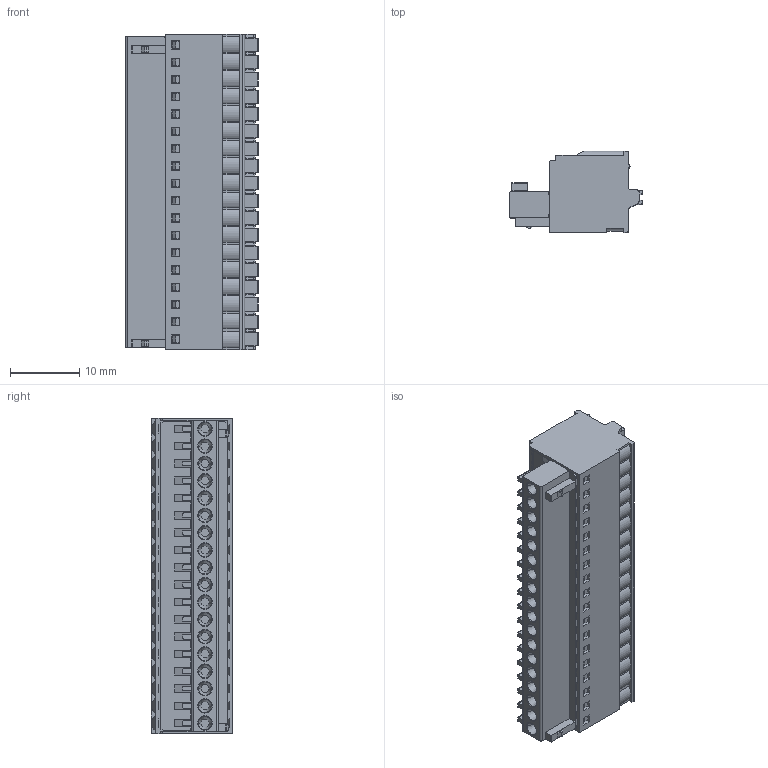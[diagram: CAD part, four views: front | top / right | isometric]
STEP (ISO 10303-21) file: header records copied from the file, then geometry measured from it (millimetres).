
FILE_DESCRIPTION((''),'2;1');
FILE_NAME('TLPS-006-03P','2024-09-14T',('sheji'),(''),'PRO/ENGINEER BY PARAMETRIC TECHNOLOGY CORPORATION, 2015240','PRO/ENGINEER BY PARAMETRIC TECHNOLOGY CORPORATION, 2015240','');
FILE_SCHEMA(('CONFIG_CONTROL_DESIGN'));
Products named in the file (1): TLPS-006-03P
Bounding box: 19.2 x 11.75 x 45.6 mm (x, y, z)
Volume: 6392.2 mm3; surface area: 5050.6 mm2
Topology: 1 solids, 18 shells, 1974 faces, 5326 edges, 3514 vertices
Faces by surface type: plane 1400, cylinder 430, cone 90, torus 36, sphere 18
Entity records: 62544 total; most frequent: CARTESIAN_POINT 12038, ORIENTED_EDGE 10652, DIRECTION 10264, EDGE_CURVE 5326, VECTOR 4120, LINE 4120, VERTEX_POINT 3514, AXIS2_PLACEMENT_3D 3072
